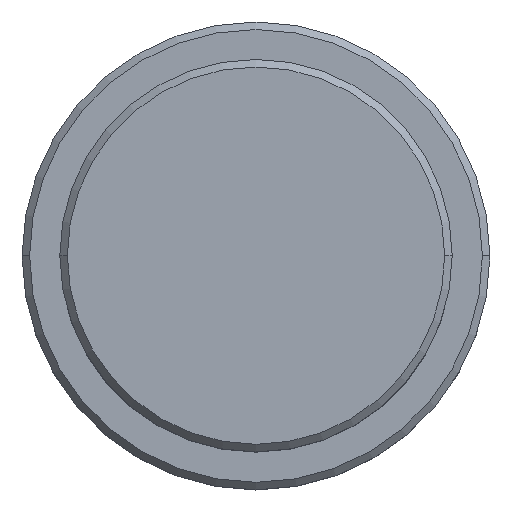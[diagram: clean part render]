
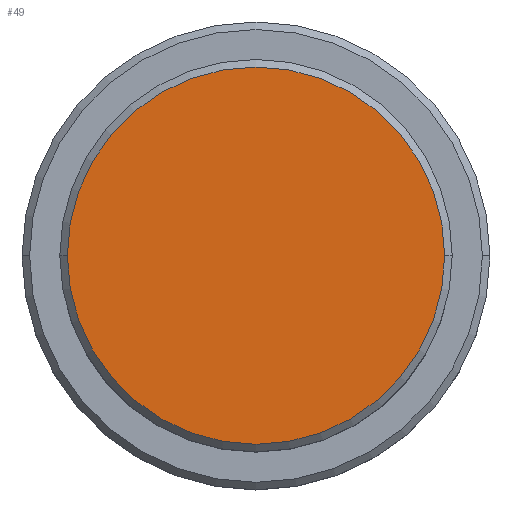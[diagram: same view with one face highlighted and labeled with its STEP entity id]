
A CAD part, top view. The second image highlights one B-rep face of the part: STEP entity #49.
In plain terms, the highlighted planar face has unit normal (0, 0, 1).
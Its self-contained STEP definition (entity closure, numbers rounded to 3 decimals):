
#36 = CIRCLE ( 'NONE', #428, 12.5 ) ;
#46 = VERTEX_POINT ( 'NONE', #864 ) ;
#49 = ADVANCED_FACE ( 'NONE', ( #367 ), #801, .T. ) ;
#90 = DIRECTION ( 'NONE',  ( 0., 0., 1. ) ) ;
#98 = AXIS2_PLACEMENT_3D ( 'NONE', #309, #90, #1238 ) ;
#133 = ORIENTED_EDGE ( 'NONE', *, *, #1087, .T. ) ;
#148 = VERTEX_POINT ( 'NONE', #734 ) ;
#274 = EDGE_CURVE ( 'NONE', #148, #46, #332, .T. ) ;
#309 = CARTESIAN_POINT ( 'NONE',  ( 0., 0., 0. ) ) ;
#332 = CIRCLE ( 'NONE', #98, 12.5 ) ;
#367 = FACE_OUTER_BOUND ( 'NONE', #1229, .T. ) ;
#377 = DIRECTION ( 'NONE',  ( 1., 0., 0. ) ) ;
#428 = AXIS2_PLACEMENT_3D ( 'NONE', #935, #1053, #1132 ) ;
#598 = ORIENTED_EDGE ( 'NONE', *, *, #274, .T. ) ;
#734 = CARTESIAN_POINT ( 'NONE',  ( -12.5, 0., 0. ) ) ;
#779 = DIRECTION ( 'NONE',  ( 0., 0., 1. ) ) ;
#801 = PLANE ( 'NONE',  #1303 ) ;
#864 = CARTESIAN_POINT ( 'NONE',  ( 12.5, 0., 0. ) ) ;
#935 = CARTESIAN_POINT ( 'NONE',  ( 0., 0., 0. ) ) ;
#993 = CARTESIAN_POINT ( 'NONE',  ( 0., 0., 0. ) ) ;
#1053 = DIRECTION ( 'NONE',  ( 0., 0., 1. ) ) ;
#1087 = EDGE_CURVE ( 'NONE', #46, #148, #36, .T. ) ;
#1132 = DIRECTION ( 'NONE',  ( 1., 0., 0. ) ) ;
#1229 = EDGE_LOOP ( 'NONE', ( #598, #133 ) ) ;
#1238 = DIRECTION ( 'NONE',  ( 1., 0., 0. ) ) ;
#1303 = AXIS2_PLACEMENT_3D ( 'NONE', #993, #779, #377 ) ;
